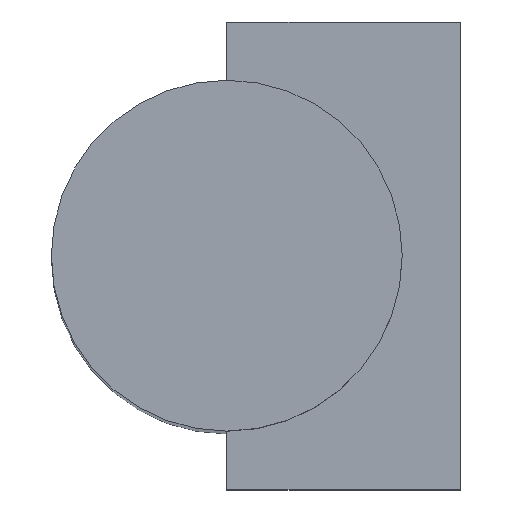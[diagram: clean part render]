
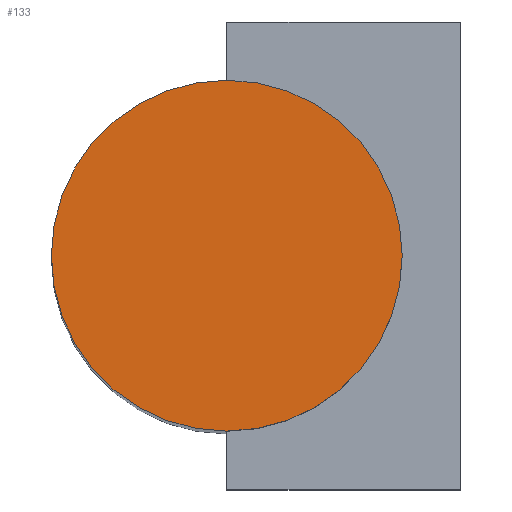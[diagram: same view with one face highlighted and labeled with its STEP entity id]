
A CAD part, top view. The second image highlights one B-rep face of the part: STEP entity #133.
In plain terms, the highlighted planar face has unit normal (0, 0, 1).
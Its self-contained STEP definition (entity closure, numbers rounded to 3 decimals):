
#133=ADVANCED_FACE('',(#152),#143,.T.);
#143=PLANE('',#253);
#152=FACE_OUTER_BOUND('',#161,.T.);
#161=EDGE_LOOP('',(#173));
#173=ORIENTED_EDGE('',*,*,#227,.F.);
#213=VERTEX_POINT('',#314);
#227=EDGE_CURVE('',#213,#213,#247,.T.);
#247=CIRCLE('',#252,7.5);
#252=AXIS2_PLACEMENT_3D('',#313,#268,#269);
#253=AXIS2_PLACEMENT_3D('',#315,#270,#271);
#268=DIRECTION('',(0.,0.,-1.));
#269=DIRECTION('',(-1.,0.,0.));
#270=DIRECTION('',(0.,0.,1.));
#271=DIRECTION('',(1.,0.,0.));
#313=CARTESIAN_POINT('',(0.,0.,70.));
#314=CARTESIAN_POINT('',(-7.5,0.,70.));
#315=CARTESIAN_POINT('',(0.,0.,70.));
